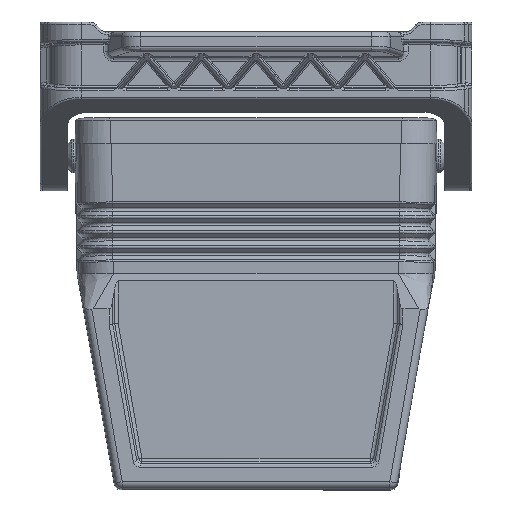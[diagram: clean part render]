
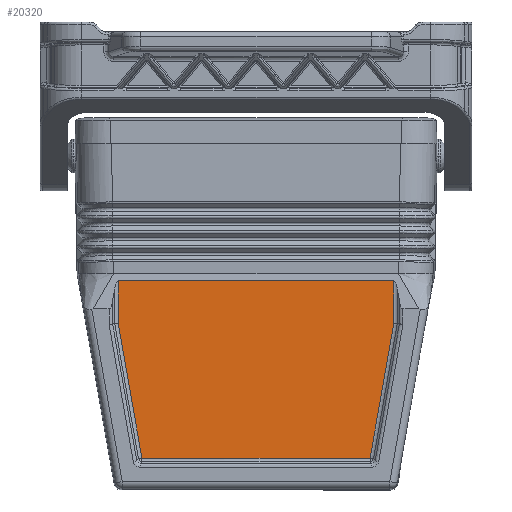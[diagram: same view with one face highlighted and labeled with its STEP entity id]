
A CAD part, front view. The second image highlights one B-rep face of the part: STEP entity #20320.
In plain terms, the highlighted face is planar.
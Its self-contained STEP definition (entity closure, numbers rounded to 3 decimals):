
#5540=CARTESIAN_POINT('',(117.12,4.434,
63.586));
#5550=VERTEX_POINT('',#5540);
#8210=CARTESIAN_POINT('',(117.12,-0.345,
27.871));
#8220=VERTEX_POINT('',#8210);
#8250=CARTESIAN_POINT('',(117.12,25.163,
27.871));
#8260=DIRECTION('',(0.,-1.,0.));
#8270=VECTOR('',#8260,1.);
#8280=LINE('',#8250,#8270);
#8290=CARTESIAN_POINT('',(117.12,55.165,
27.871));
#8300=VERTEX_POINT('',#8290);
#8310=EDGE_CURVE('',#8300,#8220,#8280,.T.);
#19880=CARTESIAN_POINT('',(117.12,54.827,
50.993));
#19890=DIRECTION('',(1.,0.,0.));
#19900=DIRECTION('',(0.,1.,0.));
#19910=AXIS2_PLACEMENT_3D('',#19880,#19890,#19900);
#19920=PLANE('',#19910);
#19930=CARTESIAN_POINT('',(117.12,-0.738,
34.229));
#19940=DIRECTION('',(0.,0.174,0.985));
#19950=VECTOR('',#19940,1.);
#19960=LINE('',#19930,#19950);
#19970=CARTESIAN_POINT('',(117.12,-0.345,
36.458));
#19980=VERTEX_POINT('',#19970);
#19990=EDGE_CURVE('',#19980,#5550,#19960,.T.);
#20000=ORIENTED_EDGE('',*,*,#19990,.F.);
#20010=CARTESIAN_POINT('',(117.12,25.163,
63.586));
#20020=DIRECTION('',(0.,1.,0.));
#20030=VECTOR('',#20020,1.);
#20040=LINE('',#20010,#20030);
#20050=CARTESIAN_POINT('',(117.12,50.387,
63.586));
#20060=VERTEX_POINT('',#20050);
#20070=EDGE_CURVE('',#5550,#20060,#20040,.T.);
#20080=ORIENTED_EDGE('',*,*,#20070,.F.);
#20090=CARTESIAN_POINT('',(117.12,55.559,
34.229));
#20100=DIRECTION('',(0.,-0.174,0.985));
#20110=VECTOR('',#20100,1.);
#20120=LINE('',#20090,#20110);
#20130=CARTESIAN_POINT('',(117.12,55.165,
36.464));
#20140=VERTEX_POINT('',#20130);
#20150=EDGE_CURVE('',#20140,#20060,#20120,.T.);
#20160=ORIENTED_EDGE('',*,*,#20150,.T.);
#20170=CARTESIAN_POINT('',(117.12,55.165,
34.229));
#20180=DIRECTION('',(0.,0.,-1.));
#20190=VECTOR('',#20180,1.);
#20200=LINE('',#20170,#20190);
#20210=EDGE_CURVE('',#20140,#8300,#20200,.T.);
#20220=ORIENTED_EDGE('',*,*,#20210,.F.);
#20230=ORIENTED_EDGE('',*,*,#8310,.F.);
#20240=CARTESIAN_POINT('',(117.12,-0.345,
34.229));
#20250=DIRECTION('',(0.,0.,-1.));
#20260=VECTOR('',#20250,1.);
#20270=LINE('',#20240,#20260);
#20280=EDGE_CURVE('',#19980,#8220,#20270,.T.);
#20290=ORIENTED_EDGE('',*,*,#20280,.T.);
#20300=EDGE_LOOP('',(#20290,#20230,#20220,#20160,#20080,#20000));
#20310=FACE_OUTER_BOUND('',#20300,.T.);
#20320=ADVANCED_FACE('',(#20310),#19920,.T.);
